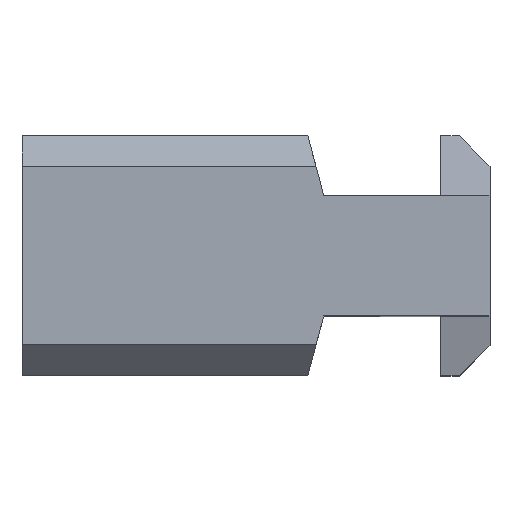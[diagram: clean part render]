
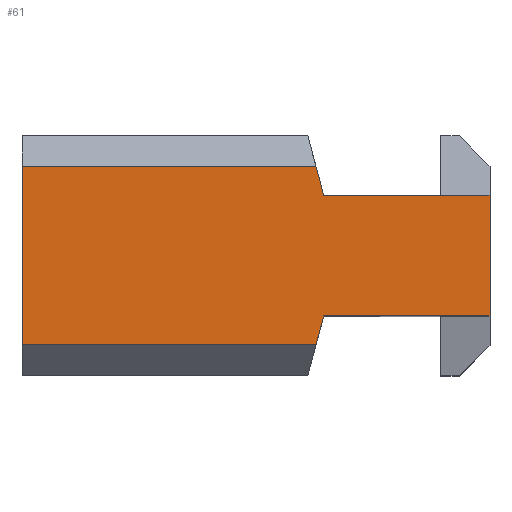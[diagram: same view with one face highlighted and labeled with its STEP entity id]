
A CAD part, top view. The second image highlights one B-rep face of the part: STEP entity #61.
In plain terms, the highlighted planar face has unit normal (0, 0, 1).
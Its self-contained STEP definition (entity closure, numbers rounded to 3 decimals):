
#61=ADVANCED_FACE('',(#133),#134,.T.);
#133=FACE_OUTER_BOUND('',#213,.T.);
#134=PLANE('',#214);
#213=EDGE_LOOP('',(#330,#331,#332,#333,#334,#335,#336,#337));
#214=AXIS2_PLACEMENT_3D('',#338,#339,#340);
#330=ORIENTED_EDGE('',*,*,#527,.T.);
#331=ORIENTED_EDGE('',*,*,#531,.T.);
#332=ORIENTED_EDGE('',*,*,#506,.T.);
#333=ORIENTED_EDGE('',*,*,#533,.T.);
#334=ORIENTED_EDGE('',*,*,#534,.F.);
#335=ORIENTED_EDGE('',*,*,#535,.T.);
#336=ORIENTED_EDGE('',*,*,#536,.T.);
#337=ORIENTED_EDGE('',*,*,#519,.T.);
#338=CARTESIAN_POINT('',(-28.0,-4.9,10.0));
#339=DIRECTION('',(0.0,0.0,1.0));
#340=DIRECTION('',(-1.0,0.0,0.0));
#506=EDGE_CURVE('',#606,#604,#607,.T.);
#519=EDGE_CURVE('',#628,#626,#629,.T.);
#527=EDGE_CURVE('',#626,#638,#641,.T.);
#531=EDGE_CURVE('',#638,#606,#645,.T.);
#533=EDGE_CURVE('',#604,#647,#648,.T.);
#534=EDGE_CURVE('',#649,#647,#650,.T.);
#535=EDGE_CURVE('',#649,#651,#652,.T.);
#536=EDGE_CURVE('',#651,#628,#653,.T.);
#604=VERTEX_POINT('',#746);
#606=VERTEX_POINT('',#749);
#607=LINE('',#750,#751);
#626=VERTEX_POINT('',#778);
#628=VERTEX_POINT('',#781);
#629=LINE('',#782,#783);
#638=VERTEX_POINT('',#797);
#641=LINE('',#801,#802);
#645=LINE('',#808,#809);
#647=VERTEX_POINT('',#811);
#648=LINE('',#812,#813);
#649=VERTEX_POINT('',#814);
#650=LINE('',#815,#816);
#651=VERTEX_POINT('',#817);
#652=LINE('',#818,#819);
#653=LINE('',#820,#821);
#746=CARTESIAN_POINT('',(10.0,-4.9,10.0));
#749=CARTESIAN_POINT('',(-3.5,-4.9,10.0));
#750=CARTESIAN_POINT('',(-3.5,-4.9,10.0));
#751=VECTOR('',#932,13.5);
#778=CARTESIAN_POINT('',(-28.0,-7.25,10.0));
#781=CARTESIAN_POINT('',(-28.0,7.25,10.0));
#782=CARTESIAN_POINT('',(-28.0,7.25,10.0));
#783=VECTOR('',#942,14.5);
#797=CARTESIAN_POINT('',(-4.13,-7.25,10.0));
#801=CARTESIAN_POINT('',(-28.0,-7.25,10.0));
#802=VECTOR('',#949,23.87);
#808=CARTESIAN_POINT('',(-4.13,-7.25,10.0));
#809=VECTOR('',#952,2.433);
#811=CARTESIAN_POINT('',(10.0,4.9,10.0));
#812=CARTESIAN_POINT('',(10.0,-4.9,10.0));
#813=VECTOR('',#953,9.8);
#814=CARTESIAN_POINT('',(-3.5,4.9,10.0));
#815=CARTESIAN_POINT('',(-3.5,4.9,10.0));
#816=VECTOR('',#954,13.5);
#817=CARTESIAN_POINT('',(-4.13,7.25,10.0));
#818=CARTESIAN_POINT('',(-3.5,4.9,10.0));
#819=VECTOR('',#955,2.433);
#820=CARTESIAN_POINT('',(-4.13,7.25,10.0));
#821=VECTOR('',#956,23.87);
#932=DIRECTION('',(1.0,0.0,0.0));
#942=DIRECTION('',(0.0,-1.0,0.0));
#949=DIRECTION('',(1.0,0.0,0.0));
#952=DIRECTION('',(0.259,0.966,0.0));
#953=DIRECTION('',(0.0,1.0,0.0));
#954=DIRECTION('',(1.0,0.0,0.0));
#955=DIRECTION('',(-0.259,0.966,0.0));
#956=DIRECTION('',(-1.0,0.0,0.0));
